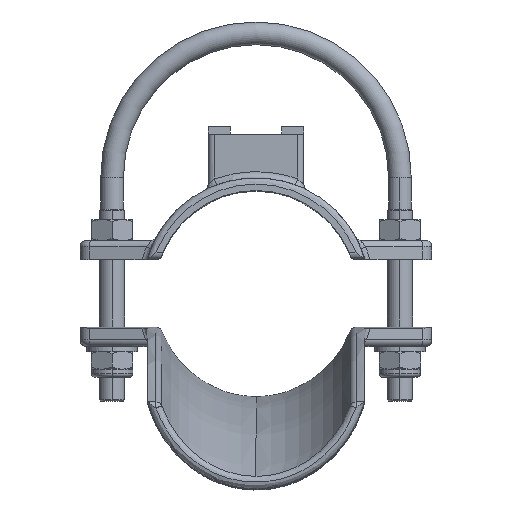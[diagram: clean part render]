
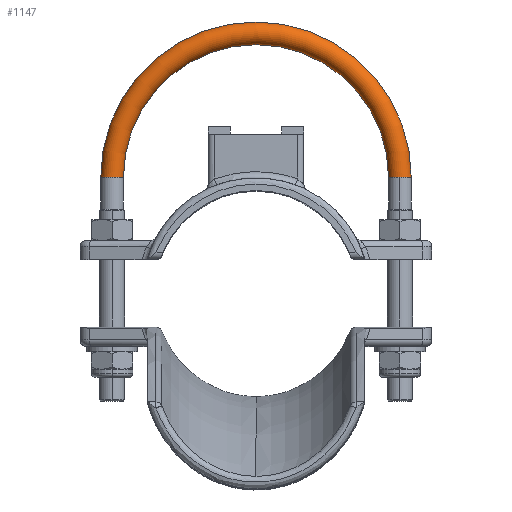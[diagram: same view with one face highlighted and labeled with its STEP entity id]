
A CAD part, top view. The second image highlights one B-rep face of the part: STEP entity #1147.
In plain terms, the highlighted toroidal (fillet/blend) face has major radius 45 mm and minor radius 3.55 mm.
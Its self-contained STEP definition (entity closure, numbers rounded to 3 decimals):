
#1013 = DIRECTION ( 'NONE',  ( 1., 0., 0. ) ) ;
#1147 = ADVANCED_FACE ( 'NONE', ( #19685 ), #12848, .T. ) ;
#1367 = DIRECTION ( 'NONE',  ( 0., 0., -1. ) ) ;
#2548 = CARTESIAN_POINT ( 'NONE',  ( 48.55, 35.75, 0. ) ) ;
#2669 = CARTESIAN_POINT ( 'NONE',  ( 41.45, 35.75, 0. ) ) ;
#3533 = ORIENTED_EDGE ( 'NONE', *, *, #7687, .T. ) ;
#4087 = CARTESIAN_POINT ( 'NONE',  ( 0., 35.75, 0. ) ) ;
#4181 = DIRECTION ( 'NONE',  ( 0., -1., 0. ) ) ;
#4494 = CARTESIAN_POINT ( 'NONE',  ( 45., 35.75, 0. ) ) ;
#4552 = CARTESIAN_POINT ( 'NONE',  ( -48.55, 35.75, 0. ) ) ;
#4563 = DIRECTION ( 'NONE',  ( -1., 0., 0. ) ) ;
#5114 = VERTEX_POINT ( 'NONE', #8604 ) ;
#5644 = EDGE_CURVE ( 'NONE', #22699, #12051, #14739, .T. ) ;
#6095 = CIRCLE ( 'NONE', #14030, 3.55 ) ;
#6318 = DIRECTION ( 'NONE',  ( 0., 0., -1. ) ) ;
#6370 = AXIS2_PLACEMENT_3D ( 'NONE', #4087, #6318, #4563 ) ;
#6417 = AXIS2_PLACEMENT_3D ( 'NONE', #14993, #7109, #22033 ) ;
#6512 = DIRECTION ( 'NONE',  ( 0., -1., 0. ) ) ;
#7109 = DIRECTION ( 'NONE',  ( 0., 0., -1. ) ) ;
#7626 = DIRECTION ( 'NONE',  ( 0., 0., -1. ) ) ;
#7687 = EDGE_CURVE ( 'NONE', #20951, #22440, #21144, .T. ) ;
#7946 = AXIS2_PLACEMENT_3D ( 'NONE', #8859, #1367, #23496 ) ;
#8604 = CARTESIAN_POINT ( 'NONE',  ( 45., 35.75, 3.55 ) ) ;
#8859 = CARTESIAN_POINT ( 'NONE',  ( 0., 35.75, 0. ) ) ;
#9405 = CIRCLE ( 'NONE', #12446, 3.55 ) ;
#9688 = EDGE_CURVE ( 'NONE', #20951, #22699, #21636, .T. ) ;
#9711 = EDGE_CURVE ( 'NONE', #5114, #22440, #6095, .T. ) ;
#9930 = DIRECTION ( 'NONE',  ( 0., -1., 0. ) ) ;
#10158 = DIRECTION ( 'NONE',  ( 0., 0., -1. ) ) ;
#10538 = EDGE_LOOP ( 'NONE', ( #20210, #18856, #3533, #14333, #17085 ) ) ;
#11702 = CARTESIAN_POINT ( 'NONE',  ( -45., 35.75, 0. ) ) ;
#12051 = VERTEX_POINT ( 'NONE', #2548 ) ;
#12446 = AXIS2_PLACEMENT_3D ( 'NONE', #13057, #4181, #7626 ) ;
#12848 = TOROIDAL_SURFACE ( 'NONE', #6417, 45., 3.55 ) ;
#13057 = CARTESIAN_POINT ( 'NONE',  ( 45., 35.75, 0. ) ) ;
#14030 = AXIS2_PLACEMENT_3D ( 'NONE', #4494, #6512, #10158 ) ;
#14333 = ORIENTED_EDGE ( 'NONE', *, *, #9711, .F. ) ;
#14739 = CIRCLE ( 'NONE', #7946, 48.55 ) ;
#14993 = CARTESIAN_POINT ( 'NONE',  ( 0., 35.75, 0. ) ) ;
#17085 = ORIENTED_EDGE ( 'NONE', *, *, #21007, .F. ) ;
#18856 = ORIENTED_EDGE ( 'NONE', *, *, #9688, .F. ) ;
#19685 = FACE_OUTER_BOUND ( 'NONE', #10538, .T. ) ;
#20210 = ORIENTED_EDGE ( 'NONE', *, *, #5644, .F. ) ;
#20951 = VERTEX_POINT ( 'NONE', #21191 ) ;
#21007 = EDGE_CURVE ( 'NONE', #12051, #5114, #9405, .T. ) ;
#21144 = CIRCLE ( 'NONE', #6370, 41.45 ) ;
#21191 = CARTESIAN_POINT ( 'NONE',  ( -41.45, 35.75, 0. ) ) ;
#21636 = CIRCLE ( 'NONE', #22017, 3.55 ) ;
#22017 = AXIS2_PLACEMENT_3D ( 'NONE', #11702, #9930, #1013 ) ;
#22033 = DIRECTION ( 'NONE',  ( -1., 0., 0. ) ) ;
#22440 = VERTEX_POINT ( 'NONE', #2669 ) ;
#22699 = VERTEX_POINT ( 'NONE', #4552 ) ;
#23496 = DIRECTION ( 'NONE',  ( -1., 0., 0. ) ) ;
